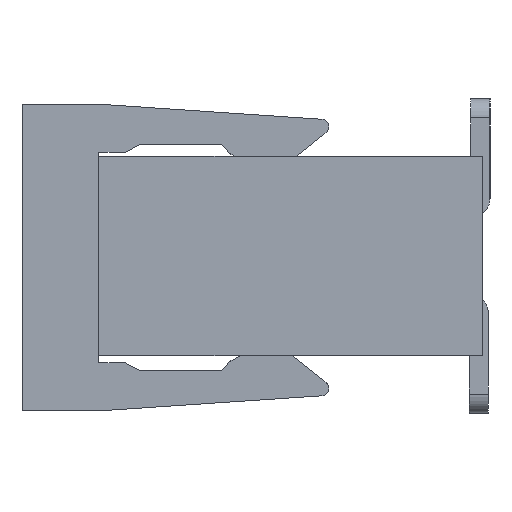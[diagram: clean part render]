
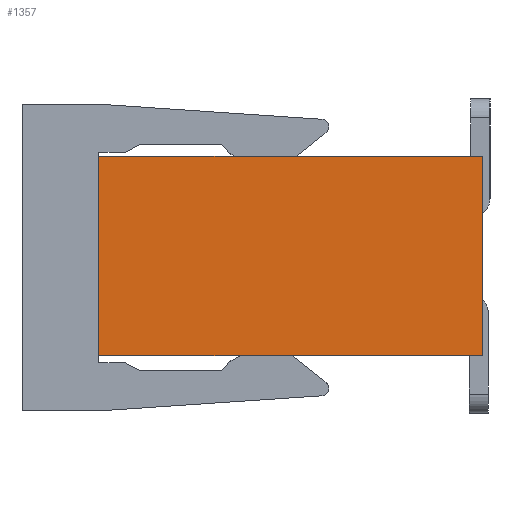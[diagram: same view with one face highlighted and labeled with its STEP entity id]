
A CAD part, left-side view. The second image highlights one B-rep face of the part: STEP entity #1357.
In plain terms, the highlighted planar face has unit normal (-1, 0, 0).
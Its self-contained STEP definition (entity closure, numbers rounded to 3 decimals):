
#989=CARTESIAN_POINT('',(25.4,5.,0.));
#990=VERTEX_POINT('',#989);
#1021=CARTESIAN_POINT('',(25.4,5.,-2.6));
#1022=VERTEX_POINT('',#1021);
#1029=CARTESIAN_POINT('',(25.4,5.,-2.6));
#1030=DIRECTION('',(0.,0.,1.));
#1031=VECTOR('',#1030,2.6);
#1032=LINE('',#1029,#1031);
#1033=EDGE_CURVE('',#1022,#990,#1032,.T.);
#1327=CARTESIAN_POINT('',(25.4,0.,-2.6));
#1328=DIRECTION('',(0.,0.,1.));
#1329=DIRECTION('',(-1.,0.,0.));
#1330=AXIS2_PLACEMENT_3D('',#1327,#1329,#1328);
#1331=PLANE('',#1330);
#1332=ORIENTED_EDGE('',*,*,#1033,.F.);
#1333=CARTESIAN_POINT('',(25.4,0.,-2.6));
#1334=VERTEX_POINT('',#1333);
#1335=CARTESIAN_POINT('',(25.4,5.,-2.6));
#1336=DIRECTION('',(0.,-1.,0.));
#1337=VECTOR('',#1336,5.);
#1338=LINE('',#1335,#1337);
#1339=EDGE_CURVE('',#1022,#1334,#1338,.T.);
#1340=ORIENTED_EDGE('',*,*,#1339,.T.);
#1341=CARTESIAN_POINT('',(25.4,0.,0.));
#1342=VERTEX_POINT('',#1341);
#1343=CARTESIAN_POINT('',(25.4,0.,0.));
#1344=DIRECTION('',(0.,0.,-1.));
#1345=VECTOR('',#1344,2.6);
#1346=LINE('',#1343,#1345);
#1347=EDGE_CURVE('',#1342,#1334,#1346,.T.);
#1348=ORIENTED_EDGE('',*,*,#1347,.F.);
#1349=CARTESIAN_POINT('',(25.4,5.,0.));
#1350=DIRECTION('',(0.,-1.,0.));
#1351=VECTOR('',#1350,5.);
#1352=LINE('',#1349,#1351);
#1353=EDGE_CURVE('',#990,#1342,#1352,.T.);
#1354=ORIENTED_EDGE('',*,*,#1353,.F.);
#1355=EDGE_LOOP('',(#1332,#1340,#1348,#1354));
#1356=FACE_OUTER_BOUND('',#1355,.T.);
#1357=ADVANCED_FACE('',(#1356),#1331,.T.);
